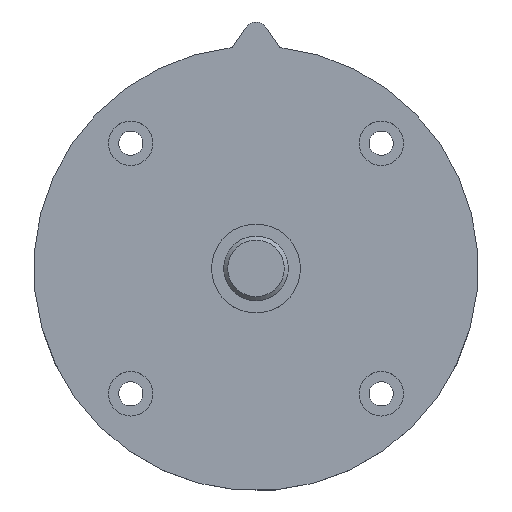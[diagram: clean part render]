
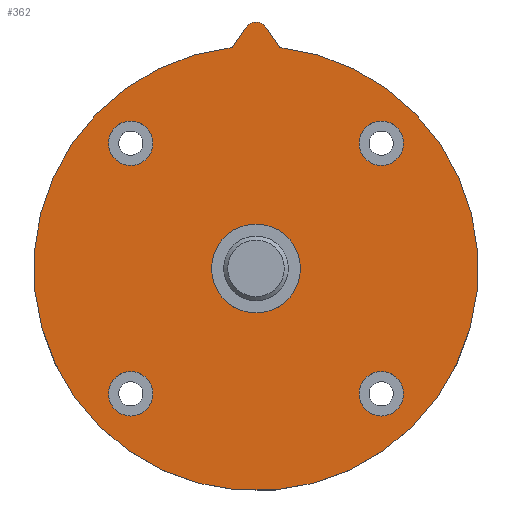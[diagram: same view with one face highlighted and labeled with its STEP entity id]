
A CAD part, top view. The second image highlights one B-rep face of the part: STEP entity #362.
In plain terms, the highlighted planar face has unit normal (0, 0, 1).
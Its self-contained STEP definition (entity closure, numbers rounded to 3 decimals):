
#20=FACE_BOUND('',#101,.T.);
#21=FACE_BOUND('',#102,.T.);
#22=FACE_BOUND('',#103,.T.);
#23=FACE_BOUND('',#104,.T.);
#24=FACE_BOUND('',#105,.T.);
#37=PLANE('',#431);
#72=FACE_OUTER_BOUND('',#100,.T.);
#100=EDGE_LOOP('',(#323,#324,#325,#326));
#101=EDGE_LOOP('',(#327));
#102=EDGE_LOOP('',(#328));
#103=EDGE_LOOP('',(#329));
#104=EDGE_LOOP('',(#330));
#105=EDGE_LOOP('',(#331));
#121=LINE('',#621,#140);
#126=LINE('',#635,#145);
#140=VECTOR('',#517,10.);
#145=VECTOR('',#530,10.);
#153=CIRCLE('',#392,2.75);
#156=CIRCLE('',#397,2.75);
#159=CIRCLE('',#402,2.75);
#162=CIRCLE('',#407,2.75);
#169=CIRCLE('',#421,1.5);
#172=CIRCLE('',#427,5.5);
#174=CIRCLE('',#430,27.5);
#179=VERTEX_POINT('',#567);
#182=VERTEX_POINT('',#576);
#185=VERTEX_POINT('',#585);
#188=VERTEX_POINT('',#594);
#195=VERTEX_POINT('',#619);
#196=VERTEX_POINT('',#620);
#199=VERTEX_POINT('',#628);
#201=VERTEX_POINT('',#634);
#204=VERTEX_POINT('',#643);
#211=EDGE_CURVE('',#179,#179,#153,.T.);
#215=EDGE_CURVE('',#182,#182,#156,.T.);
#219=EDGE_CURVE('',#185,#185,#159,.T.);
#223=EDGE_CURVE('',#188,#188,#162,.T.);
#235=EDGE_CURVE('',#195,#196,#121,.T.);
#239=EDGE_CURVE('',#196,#199,#169,.T.);
#242=EDGE_CURVE('',#199,#201,#126,.T.);
#247=EDGE_CURVE('',#204,#204,#172,.T.);
#249=EDGE_CURVE('',#195,#201,#174,.T.);
#323=ORIENTED_EDGE('',*,*,#249,.T.);
#324=ORIENTED_EDGE('',*,*,#242,.F.);
#325=ORIENTED_EDGE('',*,*,#239,.F.);
#326=ORIENTED_EDGE('',*,*,#235,.F.);
#327=ORIENTED_EDGE('',*,*,#211,.T.);
#328=ORIENTED_EDGE('',*,*,#215,.T.);
#329=ORIENTED_EDGE('',*,*,#219,.T.);
#330=ORIENTED_EDGE('',*,*,#223,.T.);
#331=ORIENTED_EDGE('',*,*,#247,.T.);
#362=ADVANCED_FACE('',(#72,#20,#21,#22,#23,#24),#37,.T.);
#392=AXIS2_PLACEMENT_3D('',#568,#453,#454);
#397=AXIS2_PLACEMENT_3D('',#577,#464,#465);
#402=AXIS2_PLACEMENT_3D('',#586,#475,#476);
#407=AXIS2_PLACEMENT_3D('',#595,#486,#487);
#421=AXIS2_PLACEMENT_3D('',#629,#523,#524);
#427=AXIS2_PLACEMENT_3D('',#645,#540,#541);
#430=AXIS2_PLACEMENT_3D('',#648,#546,#547);
#431=AXIS2_PLACEMENT_3D('',#649,#548,#549);
#453=DIRECTION('center_axis',(0.,0.,-1.));
#454=DIRECTION('ref_axis',(1.,0.,0.));
#464=DIRECTION('center_axis',(0.,0.,-1.));
#465=DIRECTION('ref_axis',(1.,0.,0.));
#475=DIRECTION('center_axis',(0.,0.,-1.));
#476=DIRECTION('ref_axis',(1.,0.,0.));
#486=DIRECTION('center_axis',(0.,0.,-1.));
#487=DIRECTION('ref_axis',(1.,0.,0.));
#517=DIRECTION('',(0.566,0.824,0.));
#523=DIRECTION('center_axis',(0.,0.,-1.));
#524=DIRECTION('ref_axis',(-1.,0.,0.));
#530=DIRECTION('',(0.566,-0.824,0.));
#540=DIRECTION('center_axis',(0.,0.,-1.));
#541=DIRECTION('ref_axis',(1.,0.,0.));
#546=DIRECTION('center_axis',(0.,0.,1.));
#547=DIRECTION('ref_axis',(1.,0.,0.));
#548=DIRECTION('center_axis',(0.,0.,1.));
#549=DIRECTION('ref_axis',(1.,0.,0.));
#567=CARTESIAN_POINT('',(12.75,-15.5,5.));
#568=CARTESIAN_POINT('Origin',(15.5,-15.5,5.));
#576=CARTESIAN_POINT('',(12.75,15.5,5.));
#577=CARTESIAN_POINT('Origin',(15.5,15.5,5.));
#585=CARTESIAN_POINT('',(-18.25,-15.5,5.));
#586=CARTESIAN_POINT('Origin',(-15.5,-15.5,5.));
#594=CARTESIAN_POINT('',(-18.25,15.5,5.));
#595=CARTESIAN_POINT('Origin',(-15.5,15.5,5.));
#619=CARTESIAN_POINT('',(-2.961,27.34,5.));
#620=CARTESIAN_POINT('',(-1.236,29.85,5.));
#621=CARTESIAN_POINT('',(-7.655,20.511,5.));
#628=CARTESIAN_POINT('',(1.236,29.85,5.));
#629=CARTESIAN_POINT('Origin',(0.,29.,5.));
#634=CARTESIAN_POINT('',(2.961,27.34,5.));
#635=CARTESIAN_POINT('',(8.517,19.256,5.));
#643=CARTESIAN_POINT('',(-5.5,0.,5.));
#645=CARTESIAN_POINT('Origin',(0.,0.,5.));
#648=CARTESIAN_POINT('Origin',(0.,0.,5.));
#649=CARTESIAN_POINT('Origin',(0.,0.,5.));
